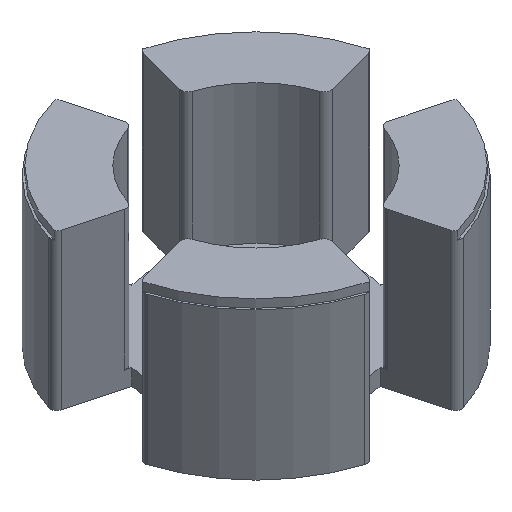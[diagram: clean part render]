
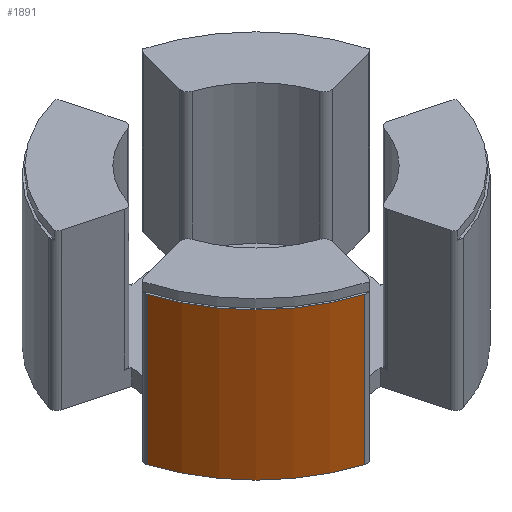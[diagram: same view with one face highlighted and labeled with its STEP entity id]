
A CAD part, isometric view. The second image highlights one B-rep face of the part: STEP entity #1891.
In plain terms, the highlighted cylindrical face has radius 64.135 mm (diameter 128.27 mm), a partial arc.
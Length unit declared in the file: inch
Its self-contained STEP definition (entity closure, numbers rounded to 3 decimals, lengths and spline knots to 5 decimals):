
#5 = CARTESIAN_POINT ( 'NONE',  ( -2.40994, -0.75354, 0.25 ) ) ;
#74 = DIRECTION ( 'NONE',  ( 0., 0., 1. ) ) ;
#143 = DIRECTION ( 'NONE',  ( -1., 0., 0. ) ) ;
#241 = VECTOR ( 'NONE', #1319, 39.37008 ) ;
#266 = CARTESIAN_POINT ( 'NONE',  ( -0.75354, -2.40994, 0. ) ) ;
#274 = VERTEX_POINT ( 'NONE', #371 ) ;
#316 = CIRCLE ( 'NONE', #669, 2.525 ) ;
#355 = DIRECTION ( 'NONE',  ( 1., 0., 0. ) ) ;
#371 = CARTESIAN_POINT ( 'NONE',  ( -2.40994, -0.75354, 2.25 ) ) ;
#430 = ORIENTED_EDGE ( 'NONE', *, *, #1555, .T. ) ;
#450 = EDGE_LOOP ( 'NONE', ( #430, #1312, #1175, #925 ) ) ;
#566 = CARTESIAN_POINT ( 'NONE',  ( -0.75354, -2.40994, 0.25 ) ) ;
#608 = VERTEX_POINT ( 'NONE', #266 ) ;
#617 = DIRECTION ( 'NONE',  ( 0., 0., -1. ) ) ;
#662 = EDGE_CURVE ( 'NONE', #274, #913, #1625, .T. ) ;
#669 = AXIS2_PLACEMENT_3D ( 'NONE', #1078, #1801, #355 ) ;
#804 = CARTESIAN_POINT ( 'NONE',  ( 0., 0., 2.25 ) ) ;
#869 = AXIS2_PLACEMENT_3D ( 'NONE', #914, #617, #143 ) ;
#885 = EDGE_CURVE ( 'NONE', #608, #1756, #1740, .T. ) ;
#913 = VERTEX_POINT ( 'NONE', #1045 ) ;
#914 = CARTESIAN_POINT ( 'NONE',  ( 0., 0., 0.25 ) ) ;
#925 = ORIENTED_EDGE ( 'NONE', *, *, #662, .T. ) ;
#1007 = CIRCLE ( 'NONE', #1832, 2.525 ) ;
#1045 = CARTESIAN_POINT ( 'NONE',  ( -2.40994, -0.75354, 0. ) ) ;
#1078 = CARTESIAN_POINT ( 'NONE',  ( 0., 0., 0. ) ) ;
#1175 = ORIENTED_EDGE ( 'NONE', *, *, #1253, .F. ) ;
#1253 = EDGE_CURVE ( 'NONE', #274, #1756, #1007, .T. ) ;
#1312 = ORIENTED_EDGE ( 'NONE', *, *, #885, .T. ) ;
#1319 = DIRECTION ( 'NONE',  ( 0., 0., -1. ) ) ;
#1542 = DIRECTION ( 'NONE',  ( 1., 0., 0. ) ) ;
#1550 = CARTESIAN_POINT ( 'NONE',  ( -0.75354, -2.40994, 2.25 ) ) ;
#1555 = EDGE_CURVE ( 'NONE', #913, #608, #316, .T. ) ;
#1587 = FACE_OUTER_BOUND ( 'NONE', #450, .T. ) ;
#1600 = DIRECTION ( 'NONE',  ( 0., 0., 1. ) ) ;
#1625 = LINE ( 'NONE', #5, #241 ) ;
#1693 = VECTOR ( 'NONE', #1600, 39.37008 ) ;
#1740 = LINE ( 'NONE', #566, #1693 ) ;
#1756 = VERTEX_POINT ( 'NONE', #1550 ) ;
#1801 = DIRECTION ( 'NONE',  ( 0., 0., 1. ) ) ;
#1832 = AXIS2_PLACEMENT_3D ( 'NONE', #804, #74, #1542 ) ;
#1871 = CYLINDRICAL_SURFACE ( 'NONE', #869, 2.525 ) ;
#1891 = ADVANCED_FACE ( 'NONE', ( #1587 ), #1871, .T. ) ;
